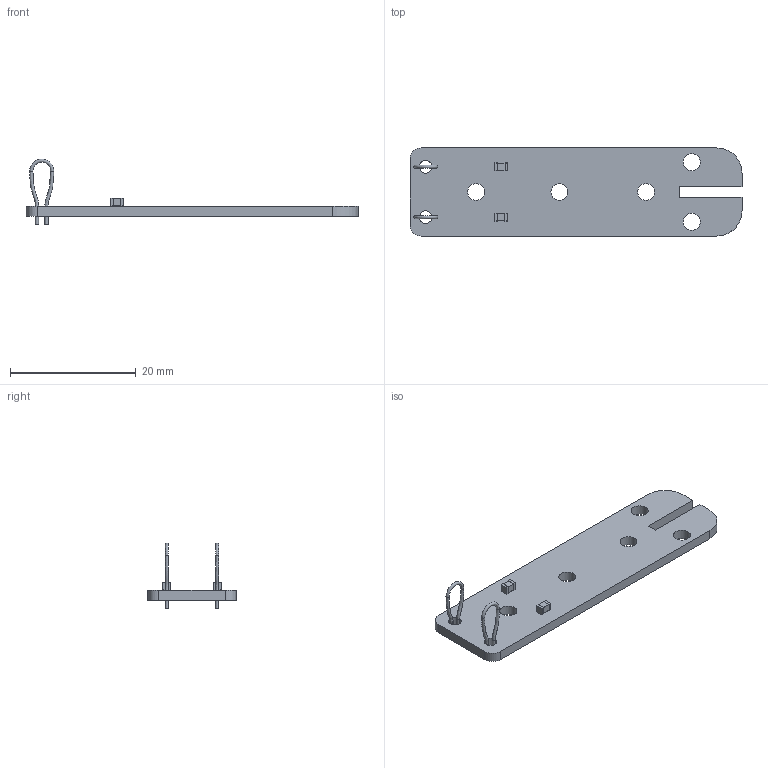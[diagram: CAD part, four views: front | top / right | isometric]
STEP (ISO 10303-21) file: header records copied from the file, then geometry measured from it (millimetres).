
FILE_DESCRIPTION(('KiCad electronic assembly'),'2;1');
FILE_NAME('tri-slot-feedlines.step','2020-02-27T16:25:21',('An Author'), ('A Company'),'Open CASCADE STEP processor 6.9', 'KiCad to STEP converter','Unknown');
FILE_SCHEMA(('AUTOMOTIVE_DESIGN { 1 0 10303 214 1 1 1 1 }'));
Length unit declared in the file: millimetre
Products named in the file (6): Open CASCADE STEP translator 6.9 1; C_0805_2012Metric; SOLID; TestPoint_Loop_D3.80mm_Drill2.0mm; COMPOUND
Assembly tree (7 placements, depth 3):
  Open CASCADE STEP translator 6.9 1
    C_0805_2012Metric  x2
      SOLID
    TestPoint_Loop_D3.80mm_Drill2.0mm  x2
      SOLID
    COMPOUND
Bounding box: 52.75 x 14 x 10.45 mm (x, y, z)
Volume: 1101.7 mm3; surface area: 1781.9 mm2
Topology: 5 solids, 5 shells, 91 faces, 223 edges, 146 vertices
Faces by surface type: plane 46, cylinder 39, bspline 4, torus 2
Full cylindrical faces by diameter (mm): 0.5 x4, 2 x2, 2.7 x5
Entity records: 4486 total; most frequent: CARTESIAN_POINT 1256, DIRECTION 574, LINE 312, VECTOR 312, ORIENTED_EDGE 280, PCURVE 280, DEFINITIONAL_REPRESENTATION 280, EDGE_CURVE 140
